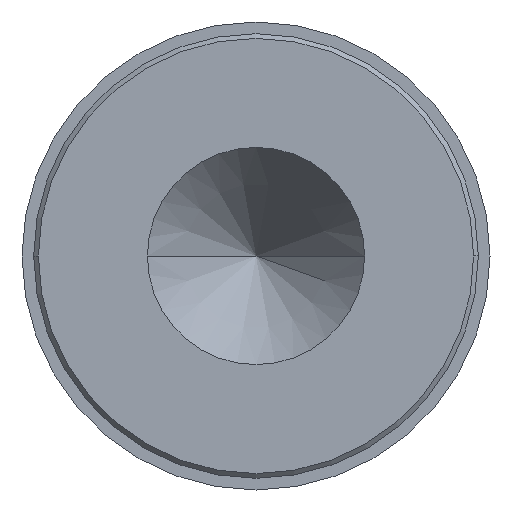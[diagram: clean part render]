
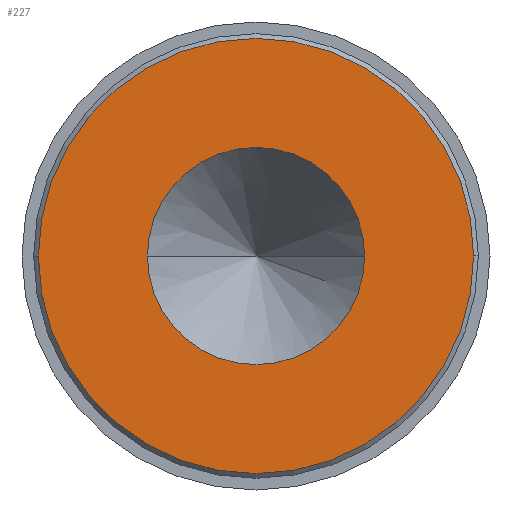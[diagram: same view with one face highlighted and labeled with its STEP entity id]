
A CAD part, front view. The second image highlights one B-rep face of the part: STEP entity #227.
In plain terms, the highlighted planar face has unit normal (0, -1, 0).
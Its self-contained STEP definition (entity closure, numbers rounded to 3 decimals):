
#6 = PLANE ( 'NONE',  #454 ) ;
#22 = CIRCLE ( 'NONE', #268, 46.5 ) ;
#47 = EDGE_LOOP ( 'NONE', ( #177, #570 ) ) ;
#60 = DIRECTION ( 'NONE',  ( 1., 0., 0. ) ) ;
#63 = AXIS2_PLACEMENT_3D ( 'NONE', #497, #68, #60 ) ;
#68 = DIRECTION ( 'NONE',  ( 0., -1., 0. ) ) ;
#103 = CARTESIAN_POINT ( 'NONE',  ( 0., -2.5, 0. ) ) ;
#107 = CARTESIAN_POINT ( 'NONE',  ( 0., -2.5, 0. ) ) ;
#149 = DIRECTION ( 'NONE',  ( 0., -1., 0. ) ) ;
#151 = CARTESIAN_POINT ( 'NONE',  ( 23.2, -2.5, 0. ) ) ;
#173 = ORIENTED_EDGE ( 'NONE', *, *, #821, .F. ) ;
#177 = ORIENTED_EDGE ( 'NONE', *, *, #262, .T. ) ;
#194 = CARTESIAN_POINT ( 'NONE',  ( -23.2, -2.5, 0. ) ) ;
#195 = VERTEX_POINT ( 'NONE', #437 ) ;
#225 = CIRCLE ( 'NONE', #625, 23.2 ) ;
#227 = ADVANCED_FACE ( 'NONE', ( #371, #241 ), #6, .T. ) ;
#241 = FACE_BOUND ( 'NONE', #293, .T. ) ;
#262 = EDGE_CURVE ( 'NONE', #195, #790, #310, .T. ) ;
#268 = AXIS2_PLACEMENT_3D ( 'NONE', #716, #149, #405 ) ;
#274 = DIRECTION ( 'NONE',  ( 1., 0., 0. ) ) ;
#290 = DIRECTION ( 'NONE',  ( 1., 0., 0. ) ) ;
#293 = EDGE_LOOP ( 'NONE', ( #173, #373 ) ) ;
#310 = CIRCLE ( 'NONE', #63, 46.5 ) ;
#312 = CIRCLE ( 'NONE', #749, 23.2 ) ;
#371 = FACE_OUTER_BOUND ( 'NONE', #47, .T. ) ;
#373 = ORIENTED_EDGE ( 'NONE', *, *, #540, .F. ) ;
#405 = DIRECTION ( 'NONE',  ( 1., 0., 0. ) ) ;
#434 = DIRECTION ( 'NONE',  ( 0., -1., 0. ) ) ;
#437 = CARTESIAN_POINT ( 'NONE',  ( -46.5, -2.5, 0. ) ) ;
#438 = EDGE_CURVE ( 'NONE', #790, #195, #22, .T. ) ;
#454 = AXIS2_PLACEMENT_3D ( 'NONE', #646, #434, #829 ) ;
#486 = DIRECTION ( 'NONE',  ( 0., -1., 0. ) ) ;
#497 = CARTESIAN_POINT ( 'NONE',  ( 0., -2.5, 0. ) ) ;
#540 = EDGE_CURVE ( 'NONE', #690, #753, #312, .T. ) ;
#570 = ORIENTED_EDGE ( 'NONE', *, *, #438, .T. ) ;
#625 = AXIS2_PLACEMENT_3D ( 'NONE', #103, #486, #290 ) ;
#646 = CARTESIAN_POINT ( 'NONE',  ( 46.5, -2.5, 0. ) ) ;
#687 = DIRECTION ( 'NONE',  ( 0., -1., 0. ) ) ;
#690 = VERTEX_POINT ( 'NONE', #194 ) ;
#716 = CARTESIAN_POINT ( 'NONE',  ( 0., -2.5, 0. ) ) ;
#749 = AXIS2_PLACEMENT_3D ( 'NONE', #107, #687, #274 ) ;
#753 = VERTEX_POINT ( 'NONE', #151 ) ;
#790 = VERTEX_POINT ( 'NONE', #798 ) ;
#798 = CARTESIAN_POINT ( 'NONE',  ( 46.5, -2.5, 0. ) ) ;
#821 = EDGE_CURVE ( 'NONE', #753, #690, #225, .T. ) ;
#829 = DIRECTION ( 'NONE',  ( 1., 0., 0. ) ) ;
